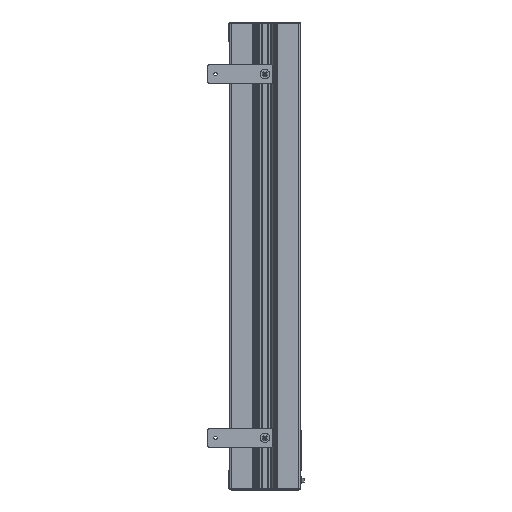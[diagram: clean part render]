
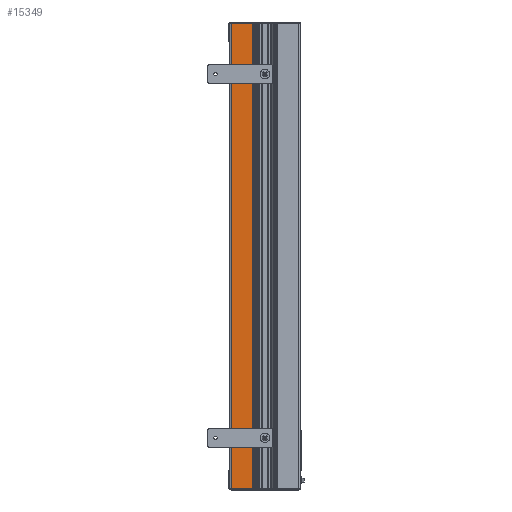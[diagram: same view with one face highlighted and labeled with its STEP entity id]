
A CAD part, top view. The second image highlights one B-rep face of the part: STEP entity #15349.
In plain terms, the highlighted planar face has unit normal (0, 0, 1).
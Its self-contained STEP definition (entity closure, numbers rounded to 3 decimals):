
#2444=FACE_OUTER_BOUND('',#3445,.T.);
#3445=EDGE_LOOP('',(#13922,#13923,#13924,#13925));
#3845=LINE('',#23350,#5167);
#4612=LINE('',#47447,#5934);
#4770=LINE('',#47884,#6092);
#4771=LINE('',#47886,#6093);
#5167=VECTOR('',#18679,41.7);
#5934=VECTOR('',#20676,41.7);
#6092=VECTOR('',#21186,894.);
#6093=VECTOR('',#21189,894.);
#6646=VERTEX_POINT('',#23347);
#6647=VERTEX_POINT('',#23349);
#7405=VERTEX_POINT('',#47444);
#7406=VERTEX_POINT('',#47446);
#8282=EDGE_CURVE('',#6647,#6646,#3845,.T.);
#9444=EDGE_CURVE('',#7405,#7406,#4612,.T.);
#9661=EDGE_CURVE('',#6646,#7406,#4770,.T.);
#9662=EDGE_CURVE('',#6647,#7405,#4771,.T.);
#13922=ORIENTED_EDGE('',*,*,#9444,.F.);
#13923=ORIENTED_EDGE('',*,*,#9662,.F.);
#13924=ORIENTED_EDGE('',*,*,#8282,.T.);
#13925=ORIENTED_EDGE('',*,*,#9661,.T.);
#14479=PLANE('',#17074);
#15349=ADVANCED_FACE('',(#2444),#14479,.T.);
#17074=AXIS2_PLACEMENT_3D('',#47885,#21187,#21188);
#18679=DIRECTION('',(1.,0.,0.));
#20676=DIRECTION('',(1.,0.,0.));
#21186=DIRECTION('',(0.,1.,0.));
#21187=DIRECTION('center_axis',(0.,0.,
1.));
#21188=DIRECTION('ref_axis',(1.,0.,0.));
#21189=DIRECTION('',(0.,1.,0.));
#23347=CARTESIAN_POINT('',(-23.3,2.5,57.5));
#23349=CARTESIAN_POINT('',(-65.,2.5,57.5));
#23350=CARTESIAN_POINT('',(-65.,2.5,57.5));
#47444=CARTESIAN_POINT('',(-65.,896.5,57.5));
#47446=CARTESIAN_POINT('',(-23.3,896.5,57.5));
#47447=CARTESIAN_POINT('',(-65.,896.5,57.5));
#47884=CARTESIAN_POINT('',(-23.3,2.5,57.5));
#47885=CARTESIAN_POINT('Origin',(-73.94,-6.44,57.5));
#47886=CARTESIAN_POINT('',(-65.,2.5,57.5));
